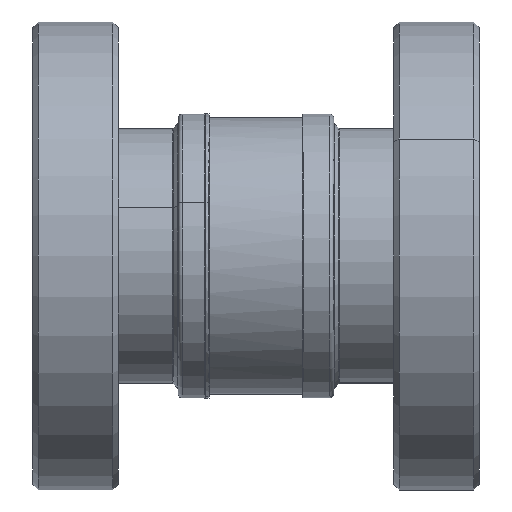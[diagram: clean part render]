
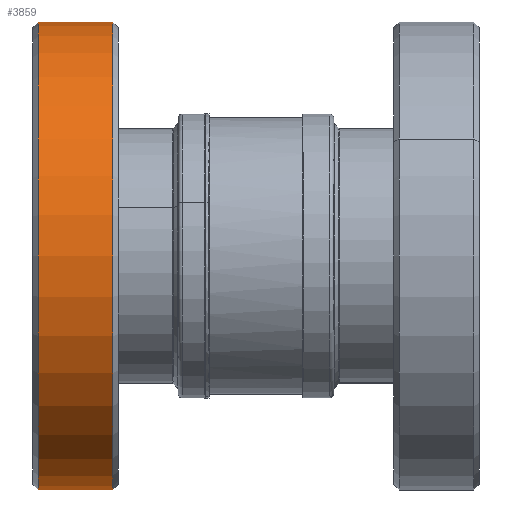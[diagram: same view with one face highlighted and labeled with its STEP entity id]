
A CAD part, left-side view. The second image highlights one B-rep face of the part: STEP entity #3859.
In plain terms, the highlighted cylindrical face has radius 34.925 mm (diameter 69.85 mm), a partial arc.
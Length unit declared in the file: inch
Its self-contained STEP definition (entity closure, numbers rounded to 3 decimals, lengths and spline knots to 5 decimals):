
#137 = CARTESIAN_POINT ( 'NONE',  ( 0., -0.12626, 1.375 ) ) ;
#182 = CARTESIAN_POINT ( 'NONE',  ( 0., -0.56626, -1.375 ) ) ;
#270 = VERTEX_POINT ( 'NONE', #182 ) ;
#378 = VERTEX_POINT ( 'NONE', #137 ) ;
#876 = CARTESIAN_POINT ( 'NONE',  ( 0., -0.12626, 0. ) ) ;
#924 = DIRECTION ( 'NONE',  ( 0., 0., 1. ) ) ;
#963 = DIRECTION ( 'NONE',  ( 0., 1., 0. ) ) ;
#1347 = CIRCLE ( 'NONE', #1403, 1.375 ) ;
#1381 = VECTOR ( 'NONE', #4185, 39.37008 ) ;
#1403 = AXIS2_PLACEMENT_3D ( 'NONE', #4212, #4281, #4294 ) ;
#1416 = VECTOR ( 'NONE', #4255, 39.37008 ) ;
#1564 = AXIS2_PLACEMENT_3D ( 'NONE', #876, #963, #924 ) ;
#1570 = CIRCLE ( 'NONE', #1564, 1.375 ) ;
#1818 = CARTESIAN_POINT ( 'NONE',  ( 0., 0.57686, 0. ) ) ;
#2087 = DIRECTION ( 'NONE',  ( 0., 1., 0. ) ) ;
#2211 = CYLINDRICAL_SURFACE ( 'NONE', #3879, 1.375 ) ;
#2251 = FACE_OUTER_BOUND ( 'NONE', #3765, .T. ) ;
#2255 = DIRECTION ( 'NONE',  ( 0., 0., 1. ) ) ;
#2289 = CARTESIAN_POINT ( 'NONE',  ( 0., -0.12626, -1.375 ) ) ;
#2304 = CARTESIAN_POINT ( 'NONE',  ( 0., -0.56626, 1.375 ) ) ;
#2521 = EDGE_CURVE ( 'NONE', #3018, #378, #4266, .T. ) ;
#2548 = EDGE_CURVE ( 'NONE', #270, #3232, #4217, .T. ) ;
#2564 = EDGE_CURVE ( 'NONE', #270, #3018, #1347, .T. ) ;
#2795 = EDGE_CURVE ( 'NONE', #3232, #378, #1570, .T. ) ;
#3018 = VERTEX_POINT ( 'NONE', #2304 ) ;
#3232 = VERTEX_POINT ( 'NONE', #2289 ) ;
#3405 = ORIENTED_EDGE ( 'NONE', *, *, #2521, .T. ) ;
#3501 = ORIENTED_EDGE ( 'NONE', *, *, #2795, .F. ) ;
#3538 = ORIENTED_EDGE ( 'NONE', *, *, #2564, .T. ) ;
#3703 = ORIENTED_EDGE ( 'NONE', *, *, #2548, .F. ) ;
#3765 = EDGE_LOOP ( 'NONE', ( #3703, #3538, #3405, #3501 ) ) ;
#3859 = ADVANCED_FACE ( 'NONE', ( #2251 ), #2211, .T. ) ;
#3879 = AXIS2_PLACEMENT_3D ( 'NONE', #1818, #2087, #2255 ) ;
#4185 = DIRECTION ( 'NONE',  ( 0., 1., 0. ) ) ;
#4212 = CARTESIAN_POINT ( 'NONE',  ( 0., -0.56626, 0. ) ) ;
#4217 = LINE ( 'NONE', #4349, #1381 ) ;
#4255 = DIRECTION ( 'NONE',  ( 0., 1., 0. ) ) ;
#4266 = LINE ( 'NONE', #4307, #1416 ) ;
#4281 = DIRECTION ( 'NONE',  ( 0., 1., 0. ) ) ;
#4294 = DIRECTION ( 'NONE',  ( 0., 0., 1. ) ) ;
#4307 = CARTESIAN_POINT ( 'NONE',  ( 0., 0.57686, 1.375 ) ) ;
#4349 = CARTESIAN_POINT ( 'NONE',  ( 0., 0.57686, -1.375 ) ) ;
